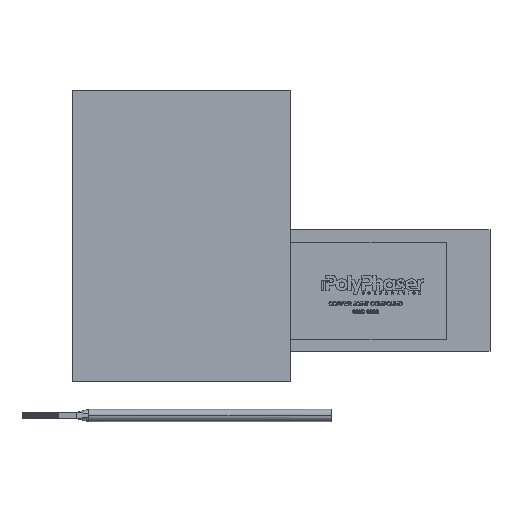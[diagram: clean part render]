
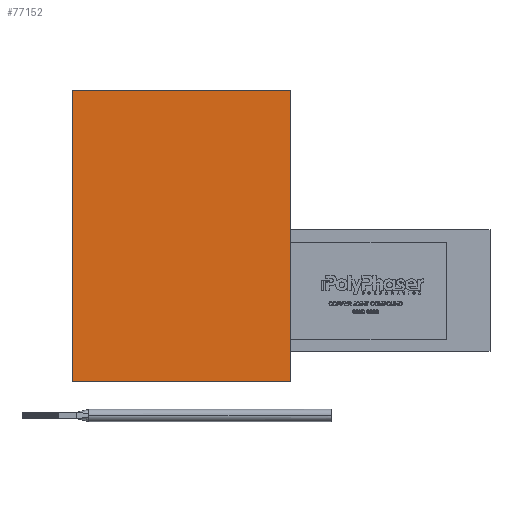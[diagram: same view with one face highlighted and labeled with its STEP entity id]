
A CAD part, top view. The second image highlights one B-rep face of the part: STEP entity #77152.
In plain terms, the highlighted planar face has unit normal (0, 0, 1).
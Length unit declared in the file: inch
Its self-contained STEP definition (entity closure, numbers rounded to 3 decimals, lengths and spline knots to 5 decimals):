
#395 = VERTEX_POINT ( 'NONE', #56345 ) ;
#490 = CARTESIAN_POINT ( 'NONE',  ( -4.5, 3., 0.0625 ) ) ;
#5973 = DIRECTION ( 'NONE',  ( 0., -1., 0. ) ) ;
#6429 = CARTESIAN_POINT ( 'NONE',  ( 0., 3., 0.0625 ) ) ;
#7647 = ORIENTED_EDGE ( 'NONE', *, *, #84743, .T. ) ;
#8835 = CARTESIAN_POINT ( 'NONE',  ( -4.5, 3., 0.0625 ) ) ;
#9181 = DIRECTION ( 'NONE',  ( -1., 0., 0. ) ) ;
#10355 = EDGE_CURVE ( 'NONE', #395, #63768, #29779, .T. ) ;
#12891 = CARTESIAN_POINT ( 'NONE',  ( 0., 3., 0.0625 ) ) ;
#14075 = ORIENTED_EDGE ( 'NONE', *, *, #10355, .T. ) ;
#15353 = VECTOR ( 'NONE', #76494, 39.37008 ) ;
#18192 = LINE ( 'NONE', #12891, #75937 ) ;
#23582 = VERTEX_POINT ( 'NONE', #8835 ) ;
#25801 = AXIS2_PLACEMENT_3D ( 'NONE', #48558, #83380, #9181 ) ;
#29779 = LINE ( 'NONE', #49879, #15353 ) ;
#33973 = EDGE_CURVE ( 'NONE', #49679, #23582, #47342, .T. ) ;
#34916 = EDGE_CURVE ( 'NONE', #49679, #63768, #18192, .T. ) ;
#37581 = CARTESIAN_POINT ( 'NONE',  ( 0., -3., 0.0625 ) ) ;
#38265 = ORIENTED_EDGE ( 'NONE', *, *, #33973, .T. ) ;
#39597 = DIRECTION ( 'NONE',  ( 0., -1., 0. ) ) ;
#41136 = ORIENTED_EDGE ( 'NONE', *, *, #34916, .F. ) ;
#42039 = PLANE ( 'NONE',  #25801 ) ;
#47342 = LINE ( 'NONE', #490, #81347 ) ;
#48558 = CARTESIAN_POINT ( 'NONE',  ( 0., 0., 0.0625 ) ) ;
#49679 = VERTEX_POINT ( 'NONE', #6429 ) ;
#49879 = CARTESIAN_POINT ( 'NONE',  ( -4.5, -3., 0.0625 ) ) ;
#55092 = FACE_OUTER_BOUND ( 'NONE', #71560, .T. ) ;
#56345 = CARTESIAN_POINT ( 'NONE',  ( -4.5, -3., 0.0625 ) ) ;
#63768 = VERTEX_POINT ( 'NONE', #37581 ) ;
#66318 = CARTESIAN_POINT ( 'NONE',  ( -4.5, -3., 0.0625 ) ) ;
#66557 = DIRECTION ( 'NONE',  ( -1., 0., 0. ) ) ;
#71560 = EDGE_LOOP ( 'NONE', ( #14075, #41136, #38265, #7647 ) ) ;
#72390 = LINE ( 'NONE', #66318, #84388 ) ;
#75937 = VECTOR ( 'NONE', #39597, 39.37008 ) ;
#76494 = DIRECTION ( 'NONE',  ( 1., 0., 0. ) ) ;
#77152 = ADVANCED_FACE ( 'NONE', ( #55092 ), #42039, .F. ) ;
#81347 = VECTOR ( 'NONE', #66557, 39.37008 ) ;
#83380 = DIRECTION ( 'NONE',  ( 0., 0., -1. ) ) ;
#84388 = VECTOR ( 'NONE', #5973, 39.37008 ) ;
#84743 = EDGE_CURVE ( 'NONE', #23582, #395, #72390, .T. ) ;
